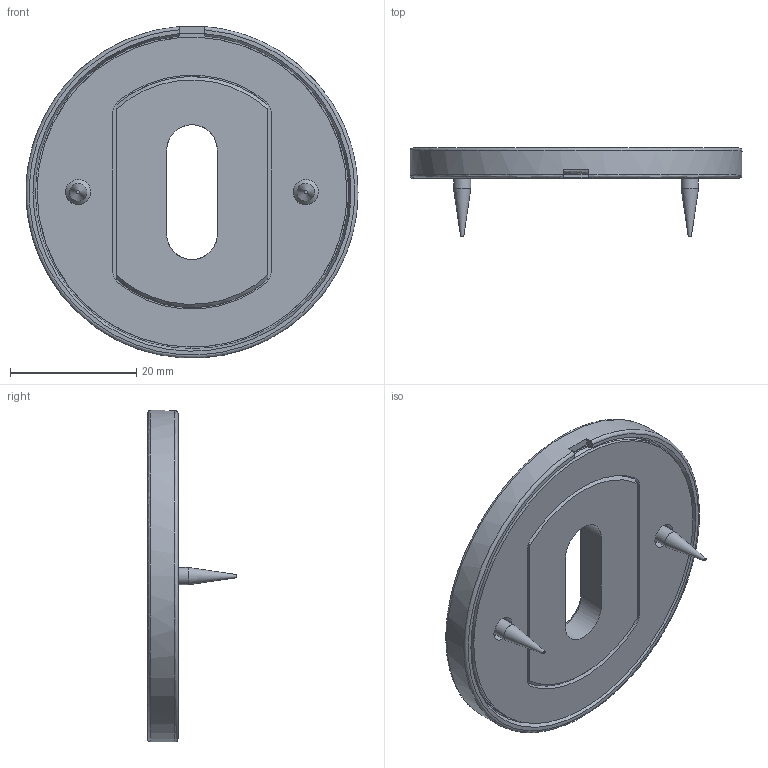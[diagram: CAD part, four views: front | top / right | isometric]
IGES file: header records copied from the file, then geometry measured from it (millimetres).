
Global section: file name: P8195; native system: Autodesk Inventor 2020; preprocessor: unknown; author: mgibbs; date: 20190809.120354; units: millimetre
Bounding box: 52.5 x 14 x 52.46 mm (x, y, z)
Volume: 8936 mm3; surface area: 10563.1 mm2
Topology: 5 solids, 5 shells, 86 faces, 230 edges, 157 vertices
Faces by surface type: bspline 86
